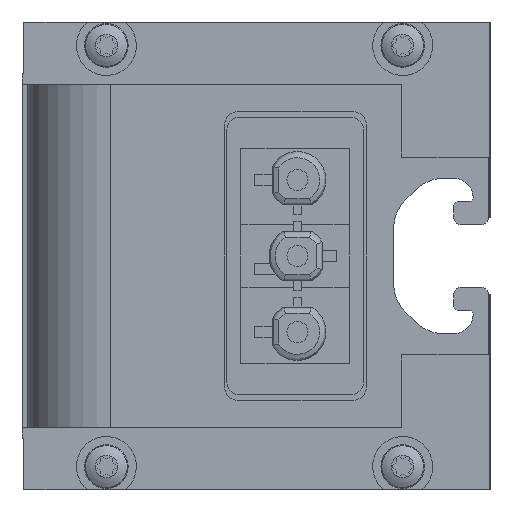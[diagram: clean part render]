
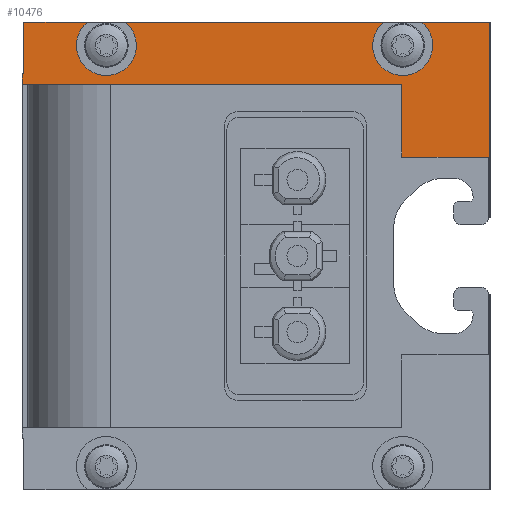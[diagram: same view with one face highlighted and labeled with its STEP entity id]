
A CAD part, left-side view. The second image highlights one B-rep face of the part: STEP entity #10476.
In plain terms, the highlighted planar face has unit normal (-1, 0, 0).
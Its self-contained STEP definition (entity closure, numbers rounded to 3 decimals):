
#290=LINE('',#14307,#987);
#294=LINE('',#14315,#991);
#298=LINE('',#14323,#995);
#402=LINE('',#14596,#1099);
#403=LINE('',#14598,#1100);
#404=LINE('',#14600,#1101);
#405=LINE('',#14602,#1102);
#406=LINE('',#14604,#1103);
#407=LINE('',#14606,#1104);
#408=LINE('',#14608,#1105);
#409=LINE('',#14610,#1106);
#410=LINE('',#14612,#1107);
#987=VECTOR('',#11891,1000.);
#991=VECTOR('',#11895,1000.);
#995=VECTOR('',#11899,1000.);
#1099=VECTOR('',#12093,1000.);
#1100=VECTOR('',#12094,1000.);
#1101=VECTOR('',#12095,1000.);
#1102=VECTOR('',#12096,1000.);
#1103=VECTOR('',#12097,1000.);
#1104=VECTOR('',#12098,1000.);
#1105=VECTOR('',#12099,1000.);
#1106=VECTOR('',#12100,1000.);
#1107=VECTOR('',#12101,1000.);
#1888=ORIENTED_EDGE('',*,*,#4130,.F.);
#1889=ORIENTED_EDGE('',*,*,#3996,.T.);
#1890=ORIENTED_EDGE('',*,*,#4131,.T.);
#1891=ORIENTED_EDGE('',*,*,#3992,.T.);
#1892=ORIENTED_EDGE('',*,*,#4132,.F.);
#1893=ORIENTED_EDGE('',*,*,#4133,.F.);
#1894=ORIENTED_EDGE('',*,*,#4134,.F.);
#1895=ORIENTED_EDGE('',*,*,#4135,.T.);
#1896=ORIENTED_EDGE('',*,*,#4136,.T.);
#1897=ORIENTED_EDGE('',*,*,#4137,.T.);
#1898=ORIENTED_EDGE('',*,*,#4138,.T.);
#1899=ORIENTED_EDGE('',*,*,#4139,.F.);
#1900=ORIENTED_EDGE('',*,*,#4140,.T.);
#1901=ORIENTED_EDGE('',*,*,#3988,.T.);
#3988=EDGE_CURVE('',#5115,#5114,#290,.T.);
#3992=EDGE_CURVE('',#5119,#5118,#294,.T.);
#3996=EDGE_CURVE('',#5123,#5122,#298,.T.);
#4130=EDGE_CURVE('',#5123,#5114,#5878,.F.);
#4131=EDGE_CURVE('',#5122,#5119,#5879,.T.);
#4132=EDGE_CURVE('',#5247,#5118,#402,.T.);
#4133=EDGE_CURVE('',#5248,#5247,#403,.T.);
#4134=EDGE_CURVE('',#5249,#5248,#404,.T.);
#4135=EDGE_CURVE('',#5249,#5250,#405,.T.);
#4136=EDGE_CURVE('',#5250,#5251,#406,.T.);
#4137=EDGE_CURVE('',#5251,#5252,#407,.T.);
#4138=EDGE_CURVE('',#5252,#5253,#408,.T.);
#4139=EDGE_CURVE('',#5254,#5253,#409,.T.);
#4140=EDGE_CURVE('',#5254,#5115,#410,.T.);
#5114=VERTEX_POINT('',#14306);
#5115=VERTEX_POINT('',#14308);
#5118=VERTEX_POINT('',#14314);
#5119=VERTEX_POINT('',#14316);
#5122=VERTEX_POINT('',#14322);
#5123=VERTEX_POINT('',#14324);
#5247=VERTEX_POINT('',#14597);
#5248=VERTEX_POINT('',#14599);
#5249=VERTEX_POINT('',#14601);
#5250=VERTEX_POINT('',#14603);
#5251=VERTEX_POINT('',#14605);
#5252=VERTEX_POINT('',#14607);
#5253=VERTEX_POINT('',#14609);
#5254=VERTEX_POINT('',#14611);
#5878=CIRCLE('',#10998,3.85);
#5879=CIRCLE('',#10999,3.85);
#6237=EDGE_LOOP('',(#1888,#1889,#1890,#1891,#1892,#1893,#1894,#1895,#1896,
#1897,#1898,#1899,#1900,#1901));
#6737=FACE_BOUND('',#6237,.T.);
#7230=PLANE('',#10997);
#10476=ADVANCED_FACE('',(#6737),#7230,.F.);
#10997=AXIS2_PLACEMENT_3D('',#14593,#12087,#12088);
#10998=AXIS2_PLACEMENT_3D('',#14594,#12089,#12090);
#10999=AXIS2_PLACEMENT_3D('',#14595,#12091,#12092);
#11891=DIRECTION('',(0.,1.,0.));
#11895=DIRECTION('',(0.,1.,0.));
#11899=DIRECTION('',(0.,1.,0.));
#12087=DIRECTION('',(1.,0.,0.));
#12088=DIRECTION('',(0.,0.,-1.));
#12089=DIRECTION('',(1.,0.,0.));
#12090=DIRECTION('',(0.,0.,-1.));
#12091=DIRECTION('',(1.,0.,0.));
#12092=DIRECTION('',(0.,0.,-1.));
#12093=DIRECTION('',(0.,0.,1.));
#12094=DIRECTION('',(0.,-1.,0.));
#12095=DIRECTION('',(0.,0.,1.));
#12096=DIRECTION('',(0.,-1.,0.));
#12097=DIRECTION('',(0.,0.,-1.));
#12098=DIRECTION('',(0.,-1.,0.));
#12099=DIRECTION('',(0.,0.,-1.));
#12100=DIRECTION('',(0.,1.,0.));
#12101=DIRECTION('',(0.,0.,1.));
#14306=CARTESIAN_POINT('',(0.,8.587,30.));
#14307=CARTESIAN_POINT('',(0.,-0.15,30.));
#14308=CARTESIAN_POINT('',(0.,-0.15,30.));
#14314=CARTESIAN_POINT('',(0.,59.6,30.));
#14315=CARTESIAN_POINT('',(0.,-0.15,30.));
#14316=CARTESIAN_POINT('',(0.,51.413,30.));
#14322=CARTESIAN_POINT('',(0.,46.587,30.));
#14323=CARTESIAN_POINT('',(0.,-0.15,30.));
#14324=CARTESIAN_POINT('',(0.,13.413,30.));
#14593=CARTESIAN_POINT('',(0.,59.82,-23.392));
#14594=CARTESIAN_POINT('',(0.,11.,27.));
#14595=CARTESIAN_POINT('',(0.,49.,27.));
#14596=CARTESIAN_POINT('',(0.,59.6,-30.));
#14597=CARTESIAN_POINT('',(0.,59.6,23.392));
#14598=CARTESIAN_POINT('',(0.,59.82,23.392));
#14599=CARTESIAN_POINT('',(0.,59.82,23.392));
#14600=CARTESIAN_POINT('',(0.,59.82,-23.392));
#14601=CARTESIAN_POINT('',(0.,59.82,22.));
#14602=CARTESIAN_POINT('',(0.,59.82,22.));
#14603=CARTESIAN_POINT('',(0.,11.14,22.));
#14604=CARTESIAN_POINT('',(0.,11.14,22.));
#14605=CARTESIAN_POINT('',(0.,11.14,12.69));
#14606=CARTESIAN_POINT('',(0.,11.88,12.69));
#14607=CARTESIAN_POINT('',(0.,0.,12.69));
#14608=CARTESIAN_POINT('',(0.,0.,12.69));
#14609=CARTESIAN_POINT('',(0.,0.,4.985));
#14610=CARTESIAN_POINT('',(0.,59.82,4.985));
#14611=CARTESIAN_POINT('',(0.,-0.15,4.985));
#14612=CARTESIAN_POINT('',(0.,-0.15,-30.));
